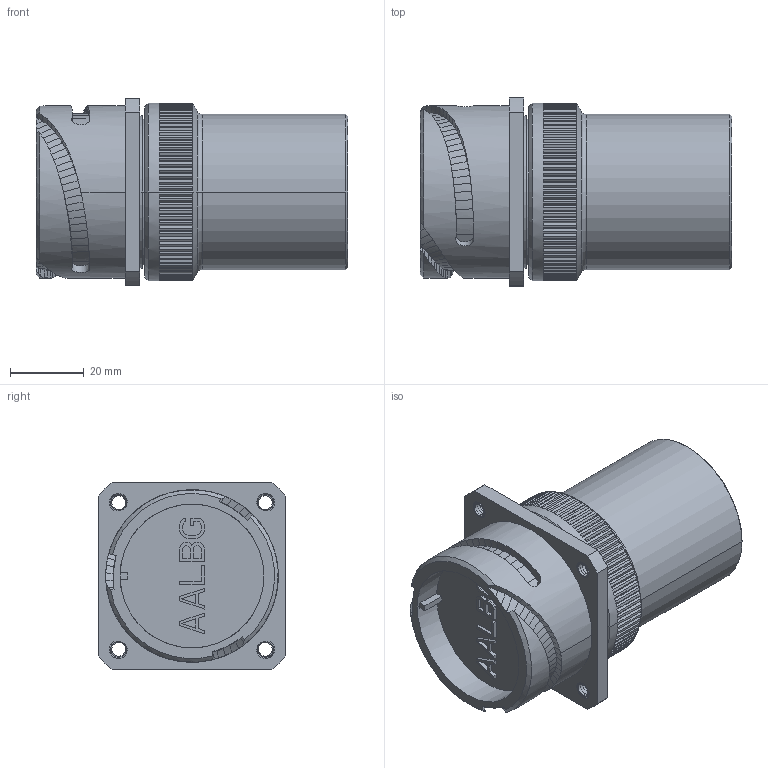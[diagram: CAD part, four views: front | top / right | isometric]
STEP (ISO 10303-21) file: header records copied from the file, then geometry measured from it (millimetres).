
FILE_DESCRIPTION((''),'2;1');
FILE_NAME('VG95234_3100PGPM-28_SW0001','2023-03-22T15:51:45',('paultorloting'),('NET AG system integration'),'CREO PARAMETRIC BY PTC INC, 2021404','CREO PARAMETRIC BY PTC INC, 2021404','');
FILE_SCHEMA(('AUTOMOTIVE_DESIGN { 1 0 10303 214 1 1 1 1 }'));
Length unit declared in the file: millimetre
Products named in the file (1): VG95234_3100PGPM-28_SW0001
Bounding box: 84.3 x 50.8 x 50.8 mm (x, y, z)
Volume: 120376.5 mm3; surface area: 21347.8 mm2
Topology: 1 solids, 1 shells, 920 faces, 2342 edges, 1449 vertices
Faces by surface type: plane 628, bspline 244, cylinder 32, cone 12, torus 4
Entity records: 40869 total; most frequent: CARTESIAN_POINT 14949, ORIENTED_EDGE 4684, DIRECTION 3663, EDGE_CURVE 2342, VECTOR 1594, LINE 1594, VERTEX_POINT 1449, AXIS2_PLACEMENT_3D 1033
